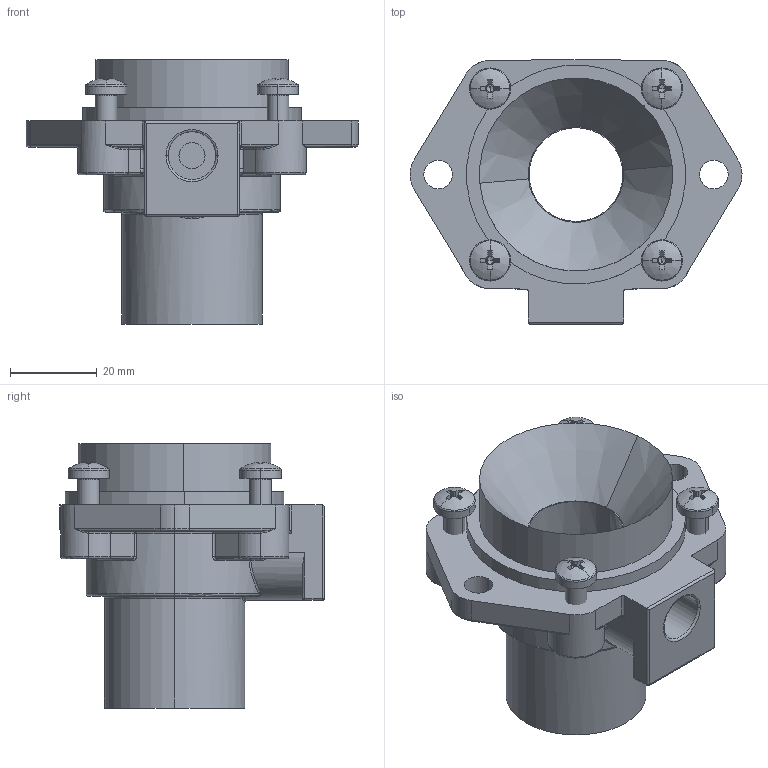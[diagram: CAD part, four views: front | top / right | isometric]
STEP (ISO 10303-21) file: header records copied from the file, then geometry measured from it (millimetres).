
FILE_DESCRIPTION (( 'STEP AP214' ), '1' );
FILE_NAME ('amplificatore d''aria 902BSP.STEP', '2013-01-16T13:30:18', ( 'PC' ), ( '' ), 'SwSTEP 2.0', 'SolidWorks 2012', '' );
FILE_SCHEMA (( 'AUTOMOTIVE_DESIGN' ));
Length unit declared in the file: millimetre
Products named in the file (4): amplificatore d''aria  902BSP; 12-181-PA-023 amplificatore d''aria BASE   902BSP; 12-181-PA-022 cono amplificatore d''aria 902BSP; ISO 7045 - M5 x 16 - Z --- 16C_ISO 7045 - M5 x 16 - Z --- 16C
Assembly tree (6 placements, depth 2):
  amplificatore d''aria  902BSP
    12-181-PA-023 amplificatore d''aria BASE   902BSP
    12-181-PA-022 cono amplificatore d''aria 902BSP
    ISO 7045 - M5 x 16 - Z --- 16C_ISO 7045 - M5 x 16 - Z --- 16C  x4
Bounding box: 76.5 x 61 x 60.86 mm (x, y, z)
Volume: 59248.9 mm3; surface area: 25587.2 mm2
Topology: 6 solids, 6 shells, 353 faces, 853 edges, 490 vertices
Faces by surface type: plane 110, cylinder 104, torus 55, bspline 30, cone 28, sphere 26
Entity records: 8396 total; most frequent: CARTESIAN_POINT 2518, DIRECTION 1241, ORIENTED_EDGE 1150, EDGE_CURVE 575, AXIS2_PLACEMENT_3D 524, VERTEX_POINT 333, CIRCLE 294, EDGE_LOOP 270
